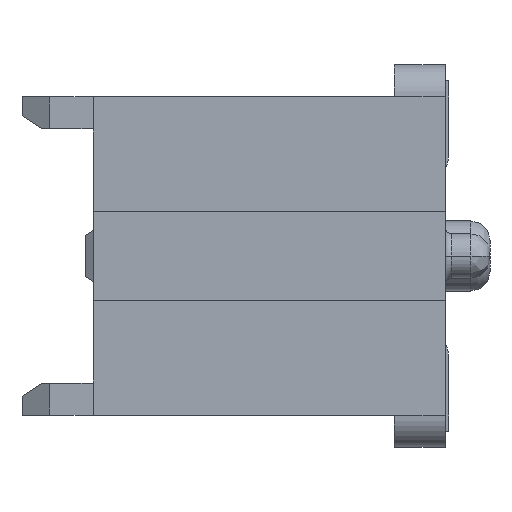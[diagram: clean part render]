
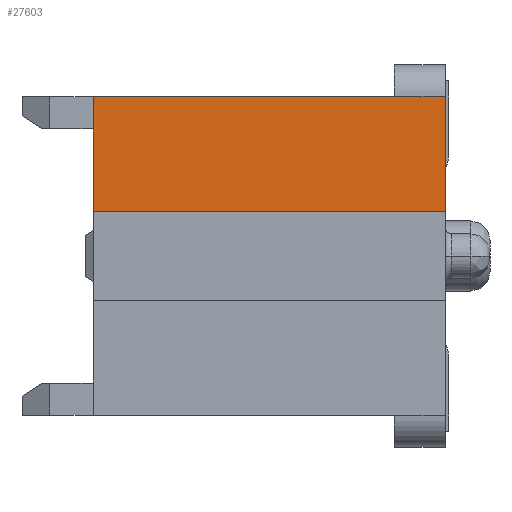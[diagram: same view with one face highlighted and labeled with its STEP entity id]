
A CAD part, left-side view. The second image highlights one B-rep face of the part: STEP entity #27603.
In plain terms, the highlighted planar face has unit normal (-1, 0, 0).
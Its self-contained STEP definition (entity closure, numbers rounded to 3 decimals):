
#223=DIRECTION('',(0.,0.,1.));
#224=VECTOR('',#223,1.8);
#225=CARTESIAN_POINT('',(-18.9,0.,0.7));
#226=LINE('93604',#225,#224);
#289=DIRECTION('',(0.,-1.,0.));
#290=VECTOR('',#289,0.8);
#291=CARTESIAN_POINT('',(-18.9,0.8,2.5));
#292=LINE('5617',#291,#290);
#293=DIRECTION('',(0.,1.,0.));
#294=VECTOR('',#293,5.53);
#295=CARTESIAN_POINT('',(-18.9,0.,0.7));
#296=LINE('3943',#295,#294);
#297=DIRECTION('',(0.,0.,1.));
#298=VECTOR('',#297,1.8);
#299=CARTESIAN_POINT('',(-18.9,5.53,0.7));
#300=LINE('14203',#299,#298);
#4419=DIRECTION('',(0.,1.,0.));
#4420=VECTOR('',#4419,4.73);
#4421=CARTESIAN_POINT('',(-18.9,0.8,2.5));
#4422=LINE('14206',#4421,#4420);
#21097=CARTESIAN_POINT('',(-18.9,0.,0.7));
#21098=CARTESIAN_POINT('',(-18.9,5.53,0.7));
#21099=VERTEX_POINT('',#21097);
#21100=VERTEX_POINT('',#21098);
#21121=CARTESIAN_POINT('',(-18.9,0.8,2.5));
#21122=CARTESIAN_POINT('',(-18.9,0.,2.5));
#21123=VERTEX_POINT('',#21121);
#21124=VERTEX_POINT('',#21122);
#21165=CARTESIAN_POINT('',(-18.9,5.53,2.5));
#21167=VERTEX_POINT('',#21165);
#27588=CARTESIAN_POINT('',(-18.9,0.,-3.));
#27589=DIRECTION('',(-1.,0.,0.));
#27590=DIRECTION('',(0.,0.,1.));
#27591=AXIS2_PLACEMENT_3D('',#27588,#27589,#27590);
#27592=PLANE('3724',#27591);
#27593=ORIENTED_EDGE('5617',*,*,#27578,.T.);
#27594=ORIENTED_EDGE('93604',*,*,#27528,.F.);
#27596=ORIENTED_EDGE('3943',*,*,#27595,.T.);
#27598=ORIENTED_EDGE('14203',*,*,#27597,.T.);
#27600=ORIENTED_EDGE('14206',*,*,#27599,.F.);
#27601=EDGE_LOOP('3724',(#27593,#27594,#27596,#27598,#27600));
#27602=FACE_OUTER_BOUND('3724',#27601,.F.);
#27528=EDGE_CURVE('93604',#21099,#21124,#226,.T.);
#27578=EDGE_CURVE('5617',#21123,#21124,#292,.T.);
#27595=EDGE_CURVE('3943',#21099,#21100,#296,.T.);
#27597=EDGE_CURVE('14203',#21100,#21167,#300,.T.);
#27599=EDGE_CURVE('14206',#21123,#21167,#4422,.T.);
#27603=ADVANCED_FACE('3724',(#27602),#27592,.T.);
